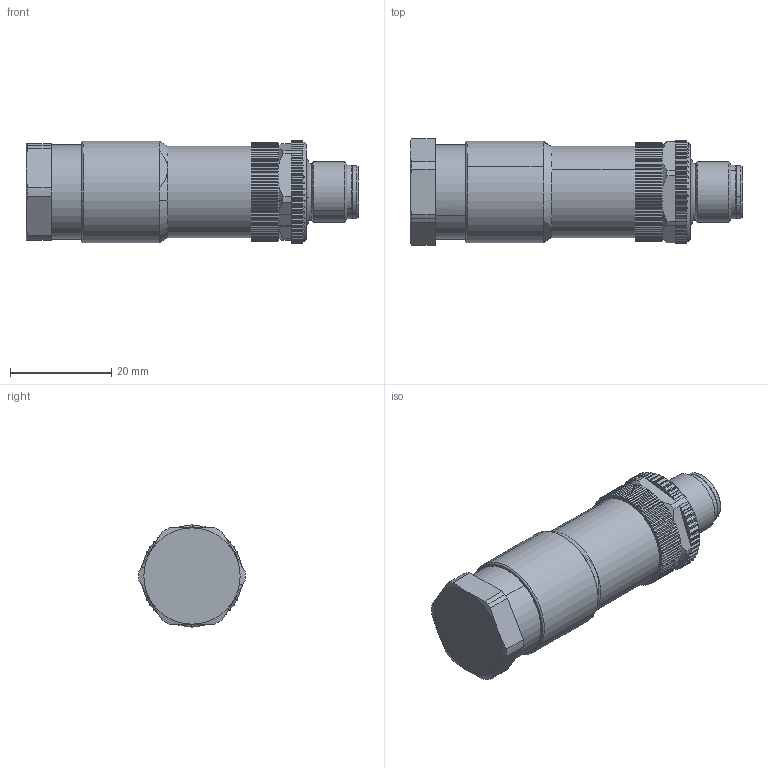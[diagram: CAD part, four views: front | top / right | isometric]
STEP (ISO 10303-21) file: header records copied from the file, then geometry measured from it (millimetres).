
FILE_DESCRIPTION(('HOOPS Exchange Step'),'2;1');
FILE_NAME('export-6163A293-B652-4FAC-9F51-51D1F7BC1418.stp','2023-07-25T11:28:48+02:00',('Engineering'),('Alibre'),'HOOPS Exchange 2021.0','Alibre','Unknown authorisation');
FILE_SCHEMA( ('AP242_MANAGED_MODEL_BASED_3D_ENGINEERING_MIM_LF {1 0 10303 442 1 1 4 }') );
Length unit declared in the file: millimetre
Products named in the file (2): 4965-1 M12-S Power (3+PE) Male Circular Cable Connector ; 4965 M12-S Power (3+PE) Male Circular Cable Connector 
Assembly tree (1 placements, depth 2):
  4965 M12-S Power (3+PE) Male Circular Cable Connector 
    4965-1 M12-S Power (3+PE) Male Circular Cable Connector 
Bounding box: 65.5 x 20.99 x 20.2 mm (x, y, z)
Volume: 16570.2 mm3; surface area: 5167.2 mm2
Topology: 1 solids, 1 shells, 817 faces, 2334 edges, 1524 vertices
Faces by surface type: plane 366, cylinder 359, torus 48, cone 30, sphere 14
Entity records: 28256 total; most frequent: CARTESIAN_POINT 7220, ORIENTED_EDGE 4636, DIRECTION 4202, EDGE_CURVE 2318, AXIS2_PLACEMENT_3D 1556, VERTEX_POINT 1520, VECTOR 1090, LINE 1090
